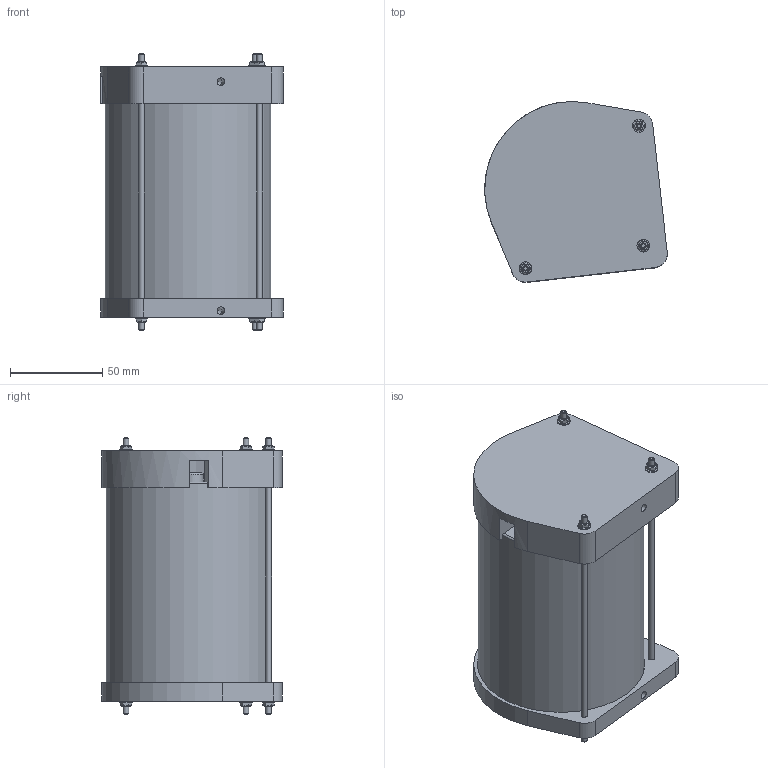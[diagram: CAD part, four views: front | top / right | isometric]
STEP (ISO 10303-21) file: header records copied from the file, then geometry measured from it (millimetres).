
FILE_DESCRIPTION((''),'2;1');
FILE_NAME('Capacitor.stp','2012-10-01T20:45:46',('s070255'),(''),'Autodesk Inventor 2012','Autodesk Inventor 2012','');
FILE_SCHEMA(('AUTOMOTIVE_DESIGN { 1 0 10303 214 1 1 1 1 }'));
Length unit declared in the file: millimetre
Products named in the file (7): Capacitor; upper mount capacitor; base mount capacitor; Threaded rod capacitor; DIN 125-1 A A 3,2; ISO 4032 M3
Assembly tree (18 placements, depth 2):
  Capacitor
    Capacitor
    upper mount capacitor
    base mount capacitor
    Threaded rod capacitor  x3
    DIN 125-1 A A 3,2  x6
    ISO 4032 M3  x6
Bounding box: 99.24 x 98.12 x 150 mm (x, y, z)
Volume: 886328 mm3; surface area: 97347.8 mm2
Topology: 18 solids, 18 shells, 172 faces, 373 edges, 240 vertices
Faces by surface type: plane 87, cylinder 47, cone 34, torus 4
Full cylindrical faces by diameter (mm): 2.459 x6, 3 x3, 3.2 x6, 3.5 x6, 4.134 x4, 7 x6, 12 x2, 90 x1, 91 x1
Entity records: 2282 total; most frequent: DIRECTION 400, CARTESIAN_POINT 368, ORIENTED_EDGE 272, AXIS2_PLACEMENT_3D 174, EDGE_CURVE 136, EDGE_LOOP 128, VERTEX_POINT 106, FACE_OUTER_BOUND 77
